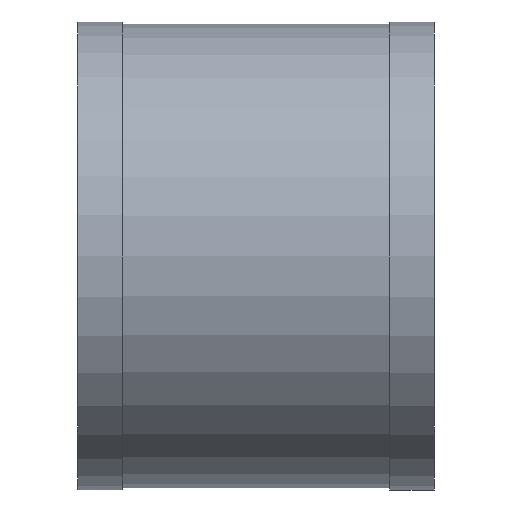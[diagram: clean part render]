
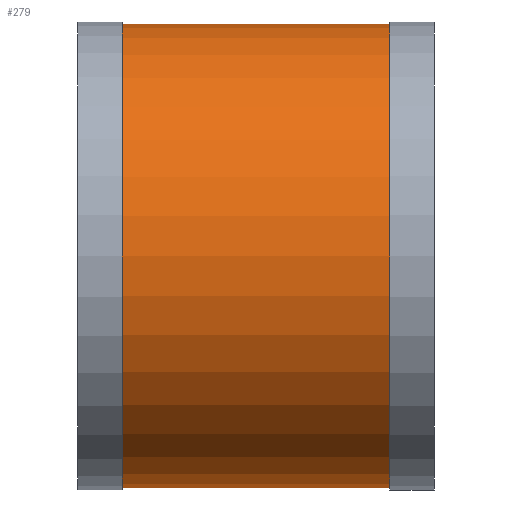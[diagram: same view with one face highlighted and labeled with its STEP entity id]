
A CAD part, left-side view. The second image highlights one B-rep face of the part: STEP entity #279.
In plain terms, the highlighted cylindrical face has radius 3.962 mm (diameter 7.925 mm), a full revolution.
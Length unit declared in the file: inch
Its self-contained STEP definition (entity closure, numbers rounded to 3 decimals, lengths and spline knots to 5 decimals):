
#9 = DIRECTION ( 'NONE',  ( 0., 0., -1. ) ) ;
#29 = DIRECTION ( 'NONE',  ( 0., -1., 0. ) ) ;
#36 = CARTESIAN_POINT ( 'NONE',  ( 0., 0., 0. ) ) ;
#38 = CARTESIAN_POINT ( 'NONE',  ( 0., 0.21, -0.156 ) ) ;
#50 = ORIENTED_EDGE ( 'NONE', *, *, #178, .F. ) ;
#76 = CIRCLE ( 'NONE', #440, 0.156 ) ;
#86 = FACE_OUTER_BOUND ( 'NONE', #348, .T. ) ;
#110 = EDGE_CURVE ( 'NONE', #412, #412, #147, .T. ) ;
#147 = CIRCLE ( 'NONE', #161, 0.156 ) ;
#150 = CARTESIAN_POINT ( 'NONE',  ( 0., 0.03, -0.156 ) ) ;
#161 = AXIS2_PLACEMENT_3D ( 'NONE', #327, #324, #323 ) ;
#178 = EDGE_CURVE ( 'NONE', #216, #216, #76, .T. ) ;
#185 = CARTESIAN_POINT ( 'NONE',  ( 0., 0.03, 0. ) ) ;
#196 = EDGE_LOOP ( 'NONE', ( #289 ) ) ;
#216 = VERTEX_POINT ( 'NONE', #150 ) ;
#256 = FACE_OUTER_BOUND ( 'NONE', #196, .T. ) ;
#279 = ADVANCED_FACE ( 'NONE', ( #256, #86 ), #310, .T. ) ;
#289 = ORIENTED_EDGE ( 'NONE', *, *, #110, .T. ) ;
#301 = DIRECTION ( 'NONE',  ( 0., 0., -1. ) ) ;
#304 = DIRECTION ( 'NONE',  ( 0., -1., 0. ) ) ;
#310 = CYLINDRICAL_SURFACE ( 'NONE', #427, 0.156 ) ;
#323 = DIRECTION ( 'NONE',  ( 0., 0., -1. ) ) ;
#324 = DIRECTION ( 'NONE',  ( 0., -1., 0. ) ) ;
#327 = CARTESIAN_POINT ( 'NONE',  ( 0., 0.21, 0. ) ) ;
#348 = EDGE_LOOP ( 'NONE', ( #50 ) ) ;
#412 = VERTEX_POINT ( 'NONE', #38 ) ;
#427 = AXIS2_PLACEMENT_3D ( 'NONE', #36, #29, #9 ) ;
#440 = AXIS2_PLACEMENT_3D ( 'NONE', #185, #304, #301 ) ;
